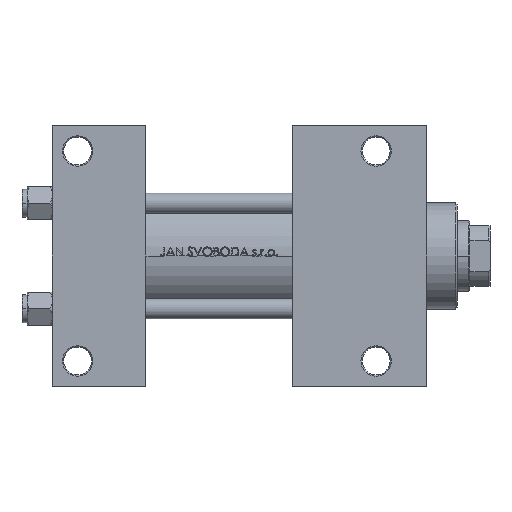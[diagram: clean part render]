
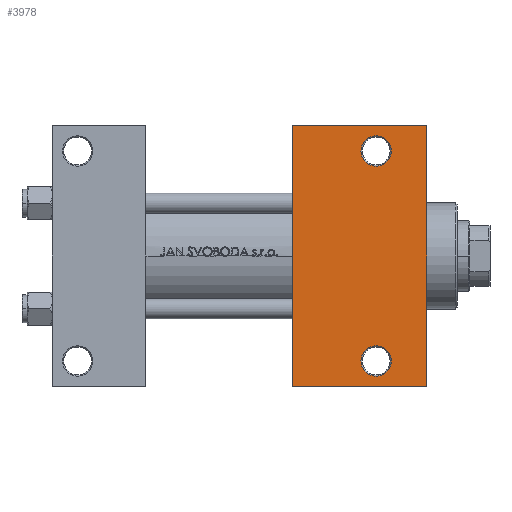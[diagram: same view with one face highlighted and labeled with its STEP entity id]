
A CAD part, front view. The second image highlights one B-rep face of the part: STEP entity #3978.
In plain terms, the highlighted face is planar.
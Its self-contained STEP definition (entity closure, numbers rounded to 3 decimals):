
#2177 = VECTOR ( 'NONE', #11623, 1000. ) ;
#2391 = DIRECTION ( 'NONE',  ( 0., 0., 1. ) ) ;
#2675 = VERTEX_POINT ( 'NONE', #20888 ) ;
#3011 = DIRECTION ( 'NONE',  ( 0., 0., 1. ) ) ;
#3219 = EDGE_CURVE ( 'NONE', #34839, #35242, #17419, .T. ) ;
#3978 = ADVANCED_FACE ( 'NONE', ( #31188, #35046, #42527 ), #10227, .T. ) ;
#4684 = VERTEX_POINT ( 'NONE', #30022 ) ;
#4749 = DIRECTION ( 'NONE',  ( 0., 1., 0. ) ) ;
#4917 = ORIENTED_EDGE ( 'NONE', *, *, #18340, .T. ) ;
#5271 = EDGE_LOOP ( 'NONE', ( #10632, #43256 ) ) ;
#5284 = DIRECTION ( 'NONE',  ( 0., 1., 0. ) ) ;
#5361 = CIRCLE ( 'NONE', #6130, 6. ) ;
#5456 = CIRCLE ( 'NONE', #23171, 6. ) ;
#6130 = AXIS2_PLACEMENT_3D ( 'NONE', #38534, #2391, #5284 ) ;
#6138 = EDGE_CURVE ( 'NONE', #36938, #9433, #46141, .T. ) ;
#6538 = CARTESIAN_POINT ( 'NONE',  ( 134., -41.5, -30. ) ) ;
#8937 = LINE ( 'NONE', #37864, #2177 ) ;
#9241 = ORIENTED_EDGE ( 'NONE', *, *, #6138, .F. ) ;
#9433 = VERTEX_POINT ( 'NONE', #33099 ) ;
#9586 = VERTEX_POINT ( 'NONE', #6538 ) ;
#10227 = PLANE ( 'NONE',  #42077 ) ;
#10632 = ORIENTED_EDGE ( 'NONE', *, *, #3219, .T. ) ;
#10721 = EDGE_CURVE ( 'NONE', #2675, #9433, #27229, .T. ) ;
#11562 = VECTOR ( 'NONE', #21158, 1000. ) ;
#11623 = DIRECTION ( 'NONE',  ( 1., 0., 0. ) ) ;
#12056 = CARTESIAN_POINT ( 'NONE',  ( 95., -51.5, -30. ) ) ;
#12715 = EDGE_CURVE ( 'NONE', #4684, #2675, #39458, .T. ) ;
#13392 = VERTEX_POINT ( 'NONE', #45735 ) ;
#13518 = CARTESIAN_POINT ( 'NONE',  ( 128., -41.5, -30. ) ) ;
#13994 = CARTESIAN_POINT ( 'NONE',  ( 122., 41.5, -30. ) ) ;
#17223 = DIRECTION ( 'NONE',  ( 0., 1., 0. ) ) ;
#17300 = EDGE_LOOP ( 'NONE', ( #4917, #38096 ) ) ;
#17419 = CIRCLE ( 'NONE', #44358, 6. ) ;
#18340 = EDGE_CURVE ( 'NONE', #13392, #9586, #5361, .T. ) ;
#19659 = CARTESIAN_POINT ( 'NONE',  ( 95., 30., -30. ) ) ;
#20888 = CARTESIAN_POINT ( 'NONE',  ( 148., -51.5, -30. ) ) ;
#21158 = DIRECTION ( 'NONE',  ( 0., -1., 0. ) ) ;
#23171 = AXIS2_PLACEMENT_3D ( 'NONE', #13518, #31826, #46531 ) ;
#23318 = DIRECTION ( 'NONE',  ( 0., 0., 1. ) ) ;
#23549 = CARTESIAN_POINT ( 'NONE',  ( 128., 41.5, -30. ) ) ;
#24803 = AXIS2_PLACEMENT_3D ( 'NONE', #39620, #3011, #17223 ) ;
#25249 = CARTESIAN_POINT ( 'NONE',  ( 148., 30., -30. ) ) ;
#25265 = EDGE_CURVE ( 'NONE', #9586, #13392, #5456, .T. ) ;
#26124 = VECTOR ( 'NONE', #34221, 1000. ) ;
#27229 = LINE ( 'NONE', #12056, #26124 ) ;
#28095 = EDGE_CURVE ( 'NONE', #35242, #34839, #45576, .T. ) ;
#28542 = DIRECTION ( 'NONE',  ( 0., 0., -1. ) ) ;
#30022 = CARTESIAN_POINT ( 'NONE',  ( 148., 51.5, -30. ) ) ;
#31188 = FACE_BOUND ( 'NONE', #5271, .T. ) ;
#31826 = DIRECTION ( 'NONE',  ( 0., 0., 1. ) ) ;
#32597 = CARTESIAN_POINT ( 'NONE',  ( 95., 51.5, -30. ) ) ;
#33056 = ORIENTED_EDGE ( 'NONE', *, *, #47223, .T. ) ;
#33099 = CARTESIAN_POINT ( 'NONE',  ( 95., -51.5, -30. ) ) ;
#33149 = ORIENTED_EDGE ( 'NONE', *, *, #10721, .T. ) ;
#33611 = ORIENTED_EDGE ( 'NONE', *, *, #12715, .T. ) ;
#34221 = DIRECTION ( 'NONE',  ( -1., 0., 0. ) ) ;
#34345 = EDGE_LOOP ( 'NONE', ( #9241, #33056, #33611, #33149 ) ) ;
#34839 = VERTEX_POINT ( 'NONE', #13994 ) ;
#35046 = FACE_BOUND ( 'NONE', #17300, .T. ) ;
#35242 = VERTEX_POINT ( 'NONE', #37267 ) ;
#35286 = DIRECTION ( 'NONE',  ( 0., -1., 0. ) ) ;
#36938 = VERTEX_POINT ( 'NONE', #32597 ) ;
#37267 = CARTESIAN_POINT ( 'NONE',  ( 134., 41.5, -30. ) ) ;
#37864 = CARTESIAN_POINT ( 'NONE',  ( 95., 51.5, -30. ) ) ;
#38096 = ORIENTED_EDGE ( 'NONE', *, *, #25265, .T. ) ;
#38534 = CARTESIAN_POINT ( 'NONE',  ( 128., -41.5, -30. ) ) ;
#39458 = LINE ( 'NONE', #25249, #11562 ) ;
#39617 = CARTESIAN_POINT ( 'NONE',  ( 148., 30., -30. ) ) ;
#39620 = CARTESIAN_POINT ( 'NONE',  ( 128., 41.5, -30. ) ) ;
#39845 = VECTOR ( 'NONE', #35286, 1000. ) ;
#42077 = AXIS2_PLACEMENT_3D ( 'NONE', #39617, #28542, #42997 ) ;
#42527 = FACE_OUTER_BOUND ( 'NONE', #34345, .T. ) ;
#42997 = DIRECTION ( 'NONE',  ( 0., 1., 0. ) ) ;
#43256 = ORIENTED_EDGE ( 'NONE', *, *, #28095, .T. ) ;
#44358 = AXIS2_PLACEMENT_3D ( 'NONE', #23549, #23318, #4749 ) ;
#45576 = CIRCLE ( 'NONE', #24803, 6. ) ;
#45735 = CARTESIAN_POINT ( 'NONE',  ( 122., -41.5, -30. ) ) ;
#46141 = LINE ( 'NONE', #19659, #39845 ) ;
#46531 = DIRECTION ( 'NONE',  ( 0., 1., 0. ) ) ;
#47223 = EDGE_CURVE ( 'NONE', #36938, #4684, #8937, .T. ) ;
